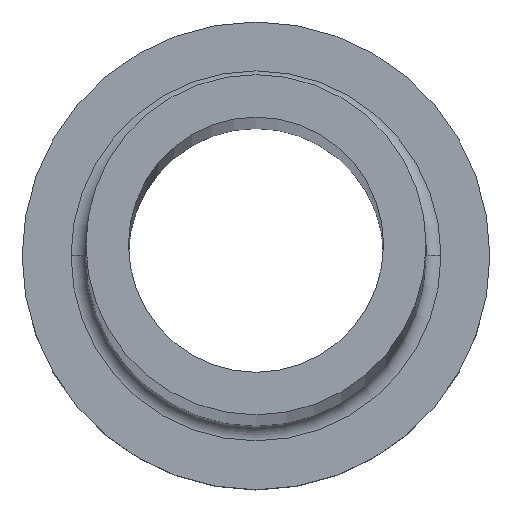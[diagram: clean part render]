
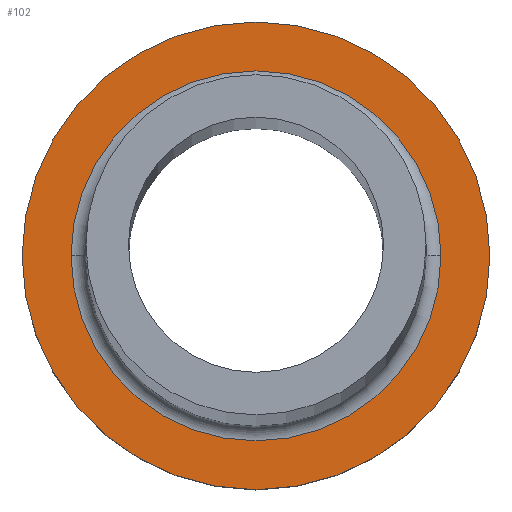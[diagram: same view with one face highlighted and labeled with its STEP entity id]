
A CAD part, top view. The second image highlights one B-rep face of the part: STEP entity #102.
In plain terms, the highlighted planar face has unit normal (0, 0, 1).
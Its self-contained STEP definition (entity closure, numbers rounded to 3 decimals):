
#18 = CIRCLE ( 'NONE', #138, 8.7 ) ;
#22 = CARTESIAN_POINT ( 'NONE',  ( 11., 0., 7. ) ) ;
#23 = EDGE_CURVE ( 'NONE', #75, #300, #86, .T. ) ;
#30 = DIRECTION ( 'NONE',  ( 0., 0., 1. ) ) ;
#53 = DIRECTION ( 'NONE',  ( 1., 0., 0. ) ) ;
#55 = CARTESIAN_POINT ( 'NONE',  ( -11., 0., 7. ) ) ;
#65 = VERTEX_POINT ( 'NONE', #247 ) ;
#70 = CIRCLE ( 'NONE', #342, 8.7 ) ;
#75 = VERTEX_POINT ( 'NONE', #22 ) ;
#77 = EDGE_CURVE ( 'NONE', #118, #65, #18, .T. ) ;
#86 = CIRCLE ( 'NONE', #169, 11. ) ;
#87 = AXIS2_PLACEMENT_3D ( 'NONE', #311, #219, #53 ) ;
#89 = DIRECTION ( 'NONE',  ( 1., 0., 0. ) ) ;
#102 = ADVANCED_FACE ( 'NONE', ( #322, #175 ), #286, .T. ) ;
#106 = ORIENTED_EDGE ( 'NONE', *, *, #23, .T. ) ;
#110 = DIRECTION ( 'NONE',  ( 1., 0., 0. ) ) ;
#118 = VERTEX_POINT ( 'NONE', #146 ) ;
#122 = DIRECTION ( 'NONE',  ( 1., 0., 0. ) ) ;
#124 = CARTESIAN_POINT ( 'NONE',  ( 0., 0., 7. ) ) ;
#131 = EDGE_LOOP ( 'NONE', ( #152, #137 ) ) ;
#137 = ORIENTED_EDGE ( 'NONE', *, *, #77, .T. ) ;
#138 = AXIS2_PLACEMENT_3D ( 'NONE', #348, #197, #110 ) ;
#139 = CARTESIAN_POINT ( 'NONE',  ( 0., 0., 7. ) ) ;
#146 = CARTESIAN_POINT ( 'NONE',  ( -8.7, 0., 7. ) ) ;
#152 = ORIENTED_EDGE ( 'NONE', *, *, #156, .T. ) ;
#156 = EDGE_CURVE ( 'NONE', #65, #118, #70, .T. ) ;
#169 = AXIS2_PLACEMENT_3D ( 'NONE', #139, #345, #379 ) ;
#175 = FACE_OUTER_BOUND ( 'NONE', #251, .T. ) ;
#197 = DIRECTION ( 'NONE',  ( 0., 0., -1. ) ) ;
#219 = DIRECTION ( 'NONE',  ( 0., 0., 1. ) ) ;
#226 = AXIS2_PLACEMENT_3D ( 'NONE', #357, #30, #122 ) ;
#231 = CIRCLE ( 'NONE', #87, 11. ) ;
#235 = DIRECTION ( 'NONE',  ( 0., 0., -1. ) ) ;
#247 = CARTESIAN_POINT ( 'NONE',  ( 8.7, 0., 7. ) ) ;
#251 = EDGE_LOOP ( 'NONE', ( #303, #106 ) ) ;
#286 = PLANE ( 'NONE',  #226 ) ;
#300 = VERTEX_POINT ( 'NONE', #55 ) ;
#303 = ORIENTED_EDGE ( 'NONE', *, *, #315, .T. ) ;
#311 = CARTESIAN_POINT ( 'NONE',  ( 0., 0., 7. ) ) ;
#315 = EDGE_CURVE ( 'NONE', #300, #75, #231, .T. ) ;
#322 = FACE_BOUND ( 'NONE', #131, .T. ) ;
#342 = AXIS2_PLACEMENT_3D ( 'NONE', #124, #235, #89 ) ;
#345 = DIRECTION ( 'NONE',  ( 0., 0., 1. ) ) ;
#348 = CARTESIAN_POINT ( 'NONE',  ( 0., 0., 7. ) ) ;
#357 = CARTESIAN_POINT ( 'NONE',  ( 0., 0., 7. ) ) ;
#379 = DIRECTION ( 'NONE',  ( 1., 0., 0. ) ) ;
